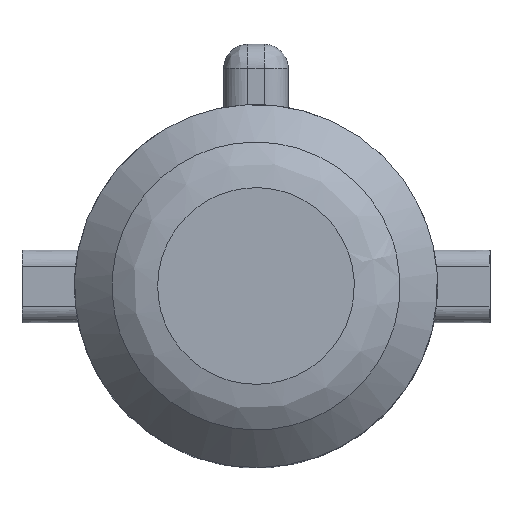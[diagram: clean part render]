
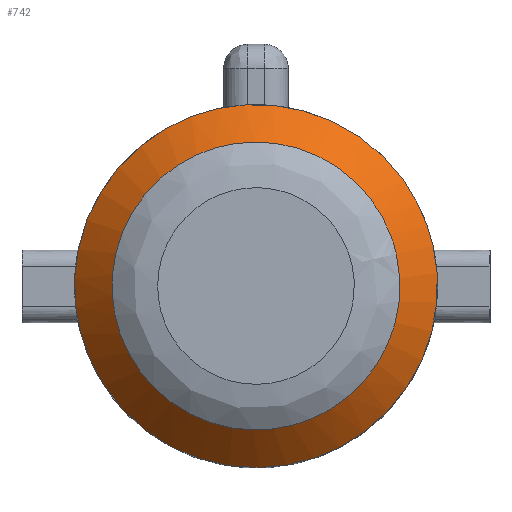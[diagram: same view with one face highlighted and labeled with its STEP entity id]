
A CAD part, top view. The second image highlights one B-rep face of the part: STEP entity #742.
In plain terms, the highlighted free-form (B-spline) face has degree [1, 2] with [2, 9] control points.
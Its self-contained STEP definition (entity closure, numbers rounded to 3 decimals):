
#516=CARTESIAN_POINT('',(2.194,0.5,2.8));
#517=VERTEX_POINT('',#516);
#685=CARTESIAN_POINT('',(2.194,0.5,2.8));
#686=CARTESIAN_POINT('',(2.694,-1.694,2.8));
#687=CARTESIAN_POINT('',(0.5,-2.194,2.8));
#688=CARTESIAN_POINT('',(-1.694,-2.694,2.8));
#689=CARTESIAN_POINT('',(-2.194,-0.5,2.8));
#690=CARTESIAN_POINT('',(-2.694,1.694,2.8));
#691=CARTESIAN_POINT('',(-0.5,2.194,2.8));
#692=CARTESIAN_POINT('',(1.694,2.694,2.8));
#693=CARTESIAN_POINT('',(2.194,0.5,2.8));
#694=(BOUNDED_CURVE()B_SPLINE_CURVE(2,(#685,#686,#687,#688,#689,#690,#691,#692,#693),.CIRCULAR_ARC.,.T.,.U.)B_SPLINE_CURVE_WITH_KNOTS((3,2,2,2,3),(0.,0.25,0.5,0.75,1.),.UNSPECIFIED.)CURVE()GEOMETRIC_REPRESENTATION_ITEM()RATIONAL_B_SPLINE_CURVE((1.,0.707,1.,0.707,1.,0.707,1.,0.707,1.))REPRESENTATION_ITEM(''));
#695=EDGE_CURVE('',#517,#517,#694,.T.);
#700=CARTESIAN_POINT('',(2.194,0.5,2.8));
#701=CARTESIAN_POINT('',(2.694,-1.694,2.8));
#702=CARTESIAN_POINT('',(0.5,-2.194,2.8));
#703=CARTESIAN_POINT('',(-1.694,-2.694,2.8));
#704=CARTESIAN_POINT('',(-2.194,-0.5,2.8));
#705=CARTESIAN_POINT('',(-2.694,1.694,2.8));
#706=CARTESIAN_POINT('',(-0.5,2.194,2.8));
#707=CARTESIAN_POINT('',(1.694,2.694,2.8));
#708=CARTESIAN_POINT('',(2.194,0.5,2.8));
#709=CARTESIAN_POINT('',(1.511,0.344,3.5));
#710=CARTESIAN_POINT('',(1.856,-1.167,3.5));
#711=CARTESIAN_POINT('',(0.344,-1.511,3.5));
#712=CARTESIAN_POINT('',(-1.167,-1.856,3.5));
#713=CARTESIAN_POINT('',(-1.511,-0.344,3.5));
#714=CARTESIAN_POINT('',(-1.856,1.167,3.5));
#715=CARTESIAN_POINT('',(-0.344,1.511,3.5));
#716=CARTESIAN_POINT('',(1.167,1.856,3.5));
#717=CARTESIAN_POINT('',(1.511,0.344,3.5));
#718=(BOUNDED_SURFACE()B_SPLINE_SURFACE(1,2,((#700,#701,#702,#703,#704,#705,#706,#707,#708),(#709,#710,#711,#712,#713,#714,#715,#716,#717)),.GENERALISED_CONE.,.F.,.T.,.U.)B_SPLINE_SURFACE_WITH_KNOTS((2,2),(3,2,2,2,3),(0.,1.),(0.,0.25,0.5,0.75,1.),.UNSPECIFIED.)GEOMETRIC_REPRESENTATION_ITEM()RATIONAL_B_SPLINE_SURFACE(((1.,0.707,1.,0.707,1.,0.707,1.,0.707,1.),(1.,0.707,1.,0.707,1.,0.707,1.,0.707,1.)))REPRESENTATION_ITEM('')SURFACE());
#719=ORIENTED_EDGE('',*,*,#695,.F.);
#720=CARTESIAN_POINT('',(1.74,0.397,3.266));
#721=VERTEX_POINT('',#720);
#722=CARTESIAN_POINT('',(1.74,0.397,3.266));
#723=CARTESIAN_POINT('',(2.194,0.5,2.8));
#724=B_SPLINE_CURVE_WITH_KNOTS('',1,(#722,#723),.POLYLINE_FORM.,.F.,.U.,(2,2),(0.335,1.),.UNSPECIFIED.);
#725=EDGE_CURVE('',#721,#517,#724,.T.);
#726=ORIENTED_EDGE('',*,*,#725,.F.);
#727=CARTESIAN_POINT('',(1.74,0.397,3.266));
#728=CARTESIAN_POINT('',(2.136,-1.343,3.266));
#729=CARTESIAN_POINT('',(0.397,-1.74,3.266));
#730=CARTESIAN_POINT('',(-1.343,-2.136,3.266));
#731=CARTESIAN_POINT('',(-1.74,-0.397,3.266));
#732=CARTESIAN_POINT('',(-2.136,1.343,3.266));
#733=CARTESIAN_POINT('',(-0.397,1.74,3.266));
#734=CARTESIAN_POINT('',(1.343,2.136,3.266));
#735=CARTESIAN_POINT('',(1.74,0.397,3.266));
#736=(BOUNDED_CURVE()B_SPLINE_CURVE(2,(#727,#728,#729,#730,#731,#732,#733,#734,#735),.CIRCULAR_ARC.,.T.,.U.)B_SPLINE_CURVE_WITH_KNOTS((3,2,2,2,3),(0.,0.25,0.5,0.75,1.),.UNSPECIFIED.)CURVE()GEOMETRIC_REPRESENTATION_ITEM()RATIONAL_B_SPLINE_CURVE((1.,0.707,1.,0.707,1.,0.707,1.,0.707,1.))REPRESENTATION_ITEM(''));
#737=EDGE_CURVE('',#721,#721,#736,.T.);
#738=ORIENTED_EDGE('',*,*,#737,.T.);
#739=ORIENTED_EDGE('',*,*,#725,.T.);
#740=EDGE_LOOP('',(#719,#726,#738,#739));
#741=FACE_OUTER_BOUND('',#740,.T.);
#742=ADVANCED_FACE('',(#741),#718,.T.);
